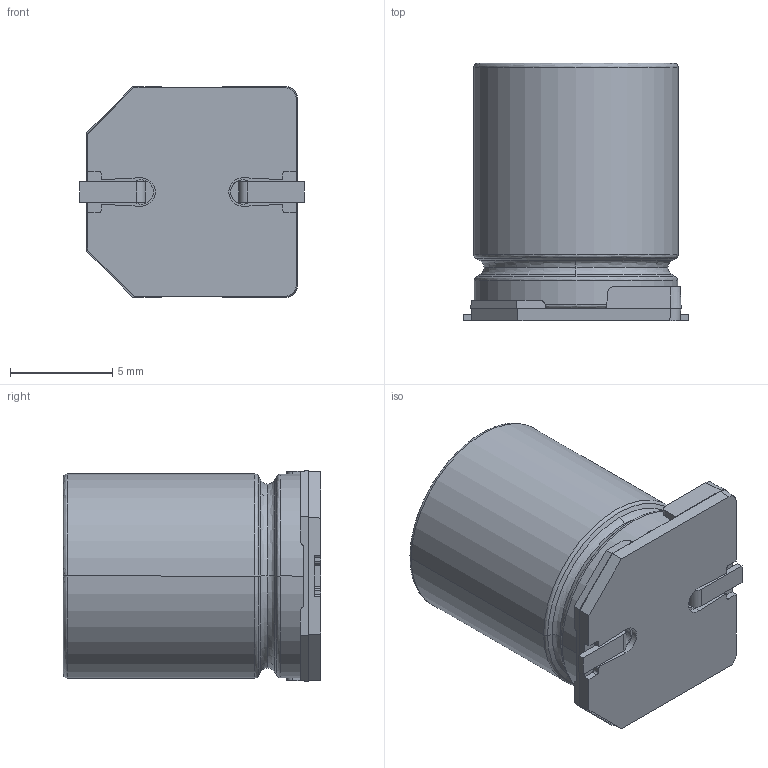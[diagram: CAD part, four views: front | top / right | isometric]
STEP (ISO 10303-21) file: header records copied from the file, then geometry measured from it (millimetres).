
FILE_DESCRIPTION (( 'STEP AP214' ), '1' );
FILE_NAME ('20SVPT560M.STEP', '2021-10-01T21:21:16', ( '' ), ( '' ), 'SwSTEP 2.0', 'SolidWorks 2017', '' );
FILE_SCHEMA (( 'AUTOMOTIVE_DESIGN' ));
Length unit declared in the file: millimetre
Products named in the file (1): 20SVPT560M
Bounding box: 11 x 12.6 x 10.3 mm (x, y, z)
Volume: 1003.7 mm3; surface area: 817 mm2
Topology: 4 solids, 4 shells, 126 faces, 336 edges, 218 vertices
Faces by surface type: plane 63, cylinder 33, bspline 20, cone 10
Entity records: 4386 total; most frequent: CARTESIAN_POINT 1299, ORIENTED_EDGE 672, DIRECTION 574, EDGE_CURVE 336, VERTEX_POINT 218, LINE 204, VECTOR 204, AXIS2_PLACEMENT_3D 185
